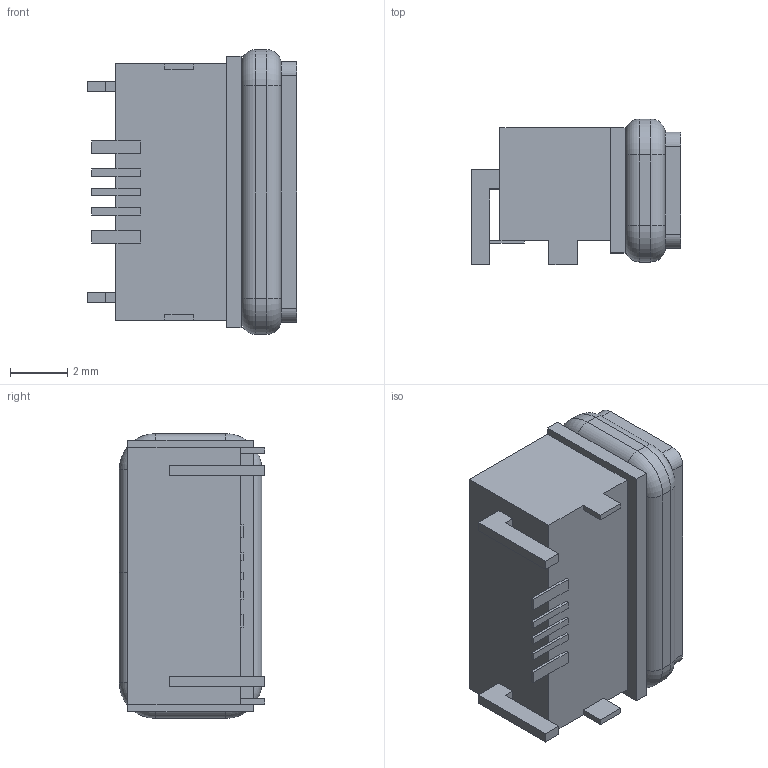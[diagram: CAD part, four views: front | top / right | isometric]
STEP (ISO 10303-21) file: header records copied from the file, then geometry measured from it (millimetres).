
FILE_DESCRIPTION (( 'STEP AP203' ), '1' );
FILE_NAME ('Micro USB ip68.STEP', '2020-06-26T18:28:01', ( '' ), ( '' ), 'SwSTEP 2.0', 'SolidWorks 2017', '' );
FILE_SCHEMA (( 'CONFIG_CONTROL_DESIGN' ));
Length unit declared in the file: millimetre
Products named in the file (1): Micro USB ip68
Bounding box: 7.29 x 5.06 x 9.9 mm (x, y, z)
Volume: 189.8 mm3; surface area: 356.2 mm2
Topology: 1 solids, 1 shells, 106 faces, 269 edges, 170 vertices
Faces by surface type: plane 80, cylinder 18, torus 8
Entity records: 3208 total; most frequent: CARTESIAN_POINT 546, ORIENTED_EDGE 538, DIRECTION 525, EDGE_CURVE 269, VECTOR 227, LINE 227, VERTEX_POINT 170, AXIS2_PLACEMENT_3D 149
